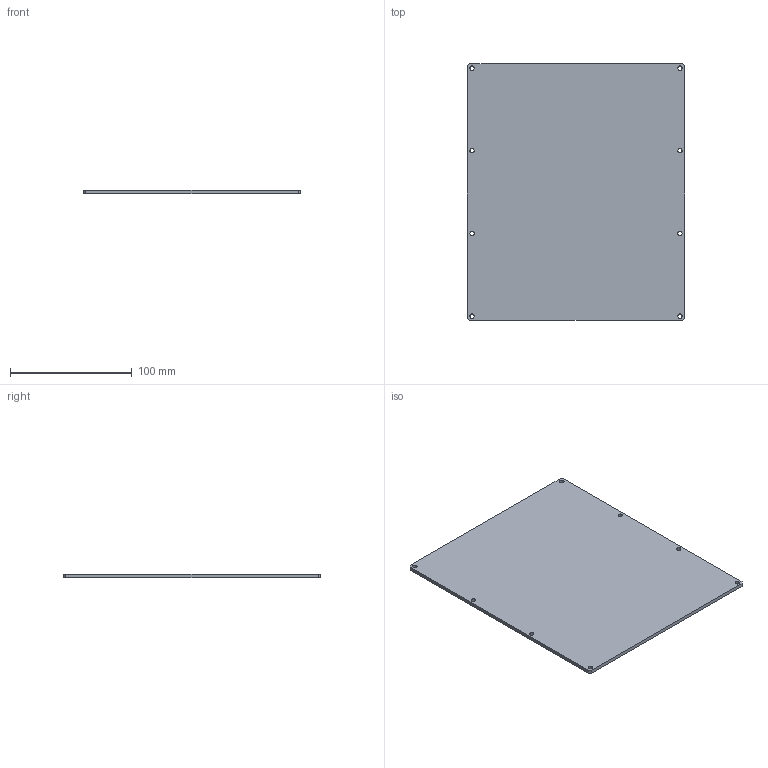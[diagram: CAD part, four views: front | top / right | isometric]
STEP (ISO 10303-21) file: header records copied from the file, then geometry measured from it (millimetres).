
FILE_DESCRIPTION(/* description */ (''),/* implementation_level */ '2;1');
FILE_NAME(/* name */ 'Lid - Long Template.step',/* time_stamp */ '2023-07-23T04:31:39-05:00',/* author */ (''),/* organization */ (''),/* preprocessor_version */ 'ST-DEVELOPER v19.2',/* originating_system */ 'Autodesk Translation Framework v12.6.0.85',/* authorisation */ '');
FILE_SCHEMA (('AUTOMOTIVE_DESIGN { 1 0 10303 214 3 1 1 }'));
Length unit declared in the file: millimetre
Products named in the file (1): Lid - Full Template
Bounding box: 178.6 x 211.39 x 3 mm (x, y, z)
Volume: 112994.9 mm3; surface area: 77946.6 mm2
Topology: 1 solids, 1 shells, 53 faces, 147 edges, 98 vertices
Faces by surface type: plane 25, bspline 20, cylinder 8
Full cylindrical faces by diameter (mm): 3.6 x8
Entity records: 1942 total; most frequent: CARTESIAN_POINT 639, ORIENTED_EDGE 294, DIRECTION 191, EDGE_CURVE 147, VERTEX_POINT 98, LINE 91, VECTOR 91, EDGE_LOOP 71
